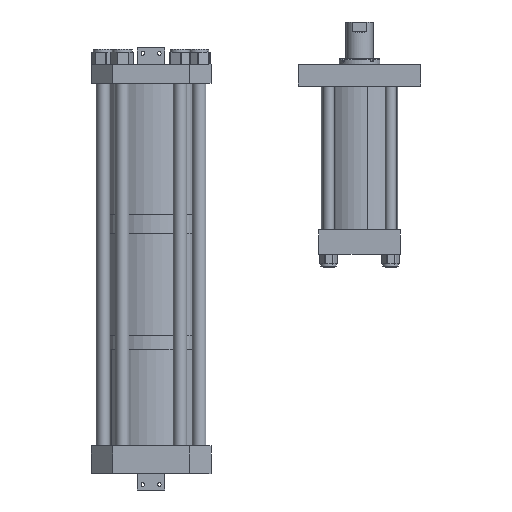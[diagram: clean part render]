
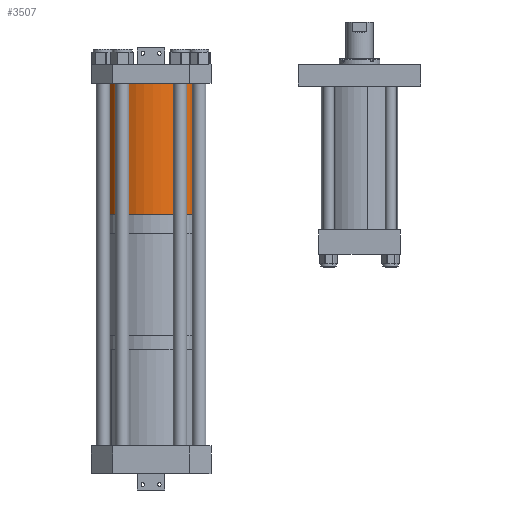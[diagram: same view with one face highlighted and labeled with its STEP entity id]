
A CAD part, front view. The second image highlights one B-rep face of the part: STEP entity #3507.
In plain terms, the highlighted cylindrical face has radius 114.3 mm (diameter 228.6 mm), a partial arc.
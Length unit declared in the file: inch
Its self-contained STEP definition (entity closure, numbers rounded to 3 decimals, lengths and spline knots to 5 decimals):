
#301 = VERTEX_POINT ( 'NONE', #8327 ) ;
#1254 = CARTESIAN_POINT ( 'NONE',  ( 4.5, 0., 12.002 ) ) ;
#1414 = EDGE_LOOP ( 'NONE', ( #9826, #16598, #14083, #16586 ) ) ;
#1461 = CARTESIAN_POINT ( 'NONE',  ( 0., 0., 0. ) ) ;
#3282 = AXIS2_PLACEMENT_3D ( 'NONE', #6960, #4241, #9741 ) ;
#3507 = ADVANCED_FACE ( 'NONE', ( #6630 ), #16287, .T. ) ;
#3522 = CARTESIAN_POINT ( 'NONE',  ( -4.5, 0., 0. ) ) ;
#4061 = DIRECTION ( 'NONE',  ( 0., 0., -1. ) ) ;
#4241 = DIRECTION ( 'NONE',  ( 0., 0., 1. ) ) ;
#4511 = VERTEX_POINT ( 'NONE', #1254 ) ;
#5287 = CARTESIAN_POINT ( 'NONE',  ( -4.5, 0., 12.002 ) ) ;
#5543 = DIRECTION ( 'NONE',  ( -1., 0., 0. ) ) ;
#6388 = VERTEX_POINT ( 'NONE', #3522 ) ;
#6630 = FACE_OUTER_BOUND ( 'NONE', #1414, .T. ) ;
#6960 = CARTESIAN_POINT ( 'NONE',  ( 0., 0., 12.002 ) ) ;
#7691 = DIRECTION ( 'NONE',  ( 0., 0., -1. ) ) ;
#8327 = CARTESIAN_POINT ( 'NONE',  ( 4.5, 0., 0. ) ) ;
#8462 = AXIS2_PLACEMENT_3D ( 'NONE', #12224, #13582, #5543 ) ;
#8625 = LINE ( 'NONE', #15952, #13320 ) ;
#9069 = LINE ( 'NONE', #5287, #15910 ) ;
#9741 = DIRECTION ( 'NONE',  ( 1., 0., 0. ) ) ;
#9826 = ORIENTED_EDGE ( 'NONE', *, *, #16106, .F. ) ;
#9831 = CIRCLE ( 'NONE', #13391, 4.5 ) ;
#10836 = EDGE_CURVE ( 'NONE', #6388, #301, #9831, .T. ) ;
#10880 = DIRECTION ( 'NONE',  ( 0., 0., 1. ) ) ;
#11865 = EDGE_CURVE ( 'NONE', #16923, #4511, #14716, .T. ) ;
#12224 = CARTESIAN_POINT ( 'NONE',  ( 0., 0., 12.002 ) ) ;
#12251 = DIRECTION ( 'NONE',  ( 1., 0., 0. ) ) ;
#13320 = VECTOR ( 'NONE', #7691, 39.37008 ) ;
#13391 = AXIS2_PLACEMENT_3D ( 'NONE', #1461, #10880, #12251 ) ;
#13582 = DIRECTION ( 'NONE',  ( 0., 0., -1. ) ) ;
#14083 = ORIENTED_EDGE ( 'NONE', *, *, #15850, .T. ) ;
#14716 = CIRCLE ( 'NONE', #3282, 4.5 ) ;
#15434 = CARTESIAN_POINT ( 'NONE',  ( -4.5, 0., 12.002 ) ) ;
#15850 = EDGE_CURVE ( 'NONE', #16923, #6388, #9069, .T. ) ;
#15910 = VECTOR ( 'NONE', #4061, 39.37008 ) ;
#15952 = CARTESIAN_POINT ( 'NONE',  ( 4.5, 0., 12.002 ) ) ;
#16106 = EDGE_CURVE ( 'NONE', #4511, #301, #8625, .T. ) ;
#16287 = CYLINDRICAL_SURFACE ( 'NONE', #8462, 4.5 ) ;
#16586 = ORIENTED_EDGE ( 'NONE', *, *, #10836, .T. ) ;
#16598 = ORIENTED_EDGE ( 'NONE', *, *, #11865, .F. ) ;
#16923 = VERTEX_POINT ( 'NONE', #15434 ) ;
